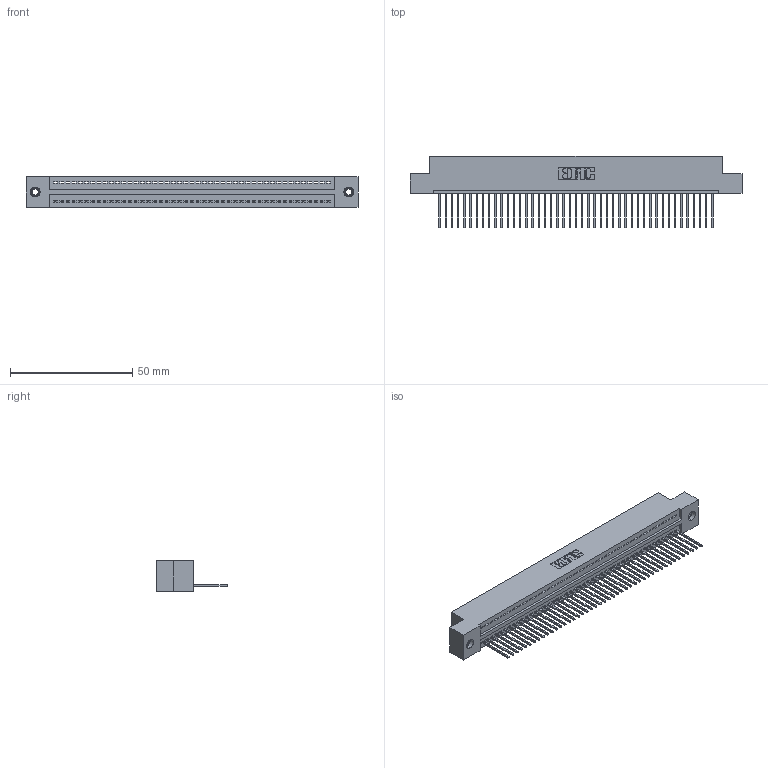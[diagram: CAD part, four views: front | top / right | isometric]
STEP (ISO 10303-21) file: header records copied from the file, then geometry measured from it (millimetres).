
FILE_DESCRIPTION (( 'STEP AP203' ), '1' );
FILE_NAME ('325-045-540-107.STEP', '2020-02-24T22:41:54', ( '' ), ( '' ), 'SwSTEP 2.0', 'SolidWorks 2016', '' );
FILE_SCHEMA (( 'CONFIG_CONTROL_DESIGN' ));
Length unit declared in the file: inch
Products named in the file (4): 325-292-001_325-293-140; 345-250-001_345-250-005-103; 325-045-540-107; 325 Part_TI
Assembly tree (48 placements, depth 2):
  325-045-540-107
    325 Part_TI
    325-292-001_325-293-140  x45
    345-250-001_345-250-005-103  x2
Bounding box: 136.02 x 29.46 x 12.45 mm (x, y, z)
Volume: 17338.6 mm3; surface area: 19471.2 mm2
Topology: 48 solids, 48 shells, 2784 faces, 8367 edges, 5510 vertices
Faces by surface type: plane 1992, cylinder 776, cone 12, torus 4
Entity records: 28326 total; most frequent: CARTESIAN_POINT 4868, ORIENTED_EDGE 4842, DIRECTION 4133, EDGE_CURVE 2421, VECTOR 2273, LINE 2273, VERTEX_POINT 1608, AXIS2_PLACEMENT_3D 930
